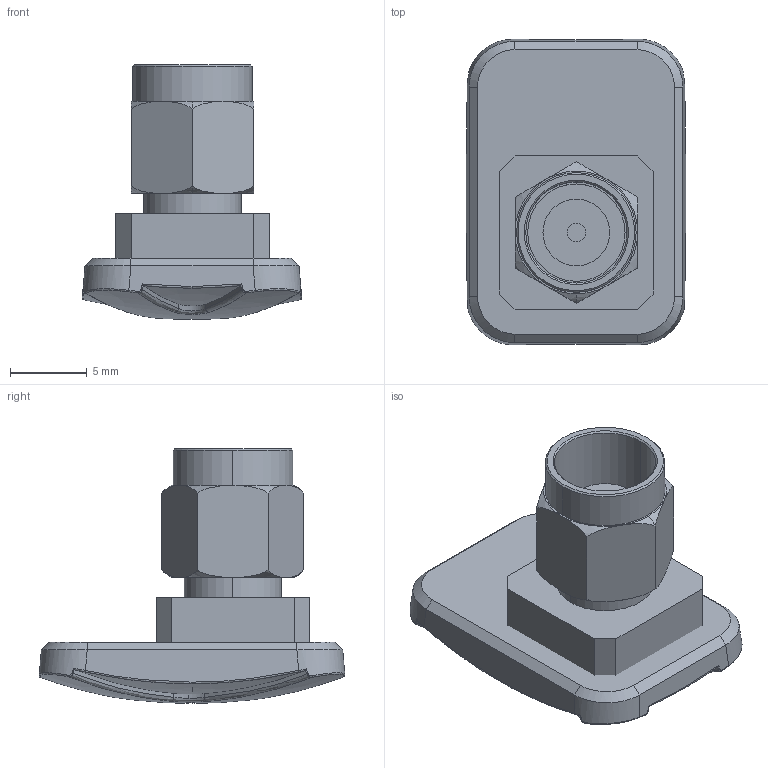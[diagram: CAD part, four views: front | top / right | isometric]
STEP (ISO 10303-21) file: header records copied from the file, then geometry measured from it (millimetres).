
FILE_DESCRIPTION (( 'STEP AP214' ), '1' );
FILE_NAME ('WCM.01.0151_web.STEP', '2020-06-04T03:19:46', ( '' ), ( '' ), 'SwSTEP 2.0', 'SolidWorks 2018', '' );
FILE_SCHEMA (( 'AUTOMOTIVE_DESIGN' ));
Length unit declared in the file: millimetre
Products named in the file (2): WCM.01.0151_web
Bounding box: 14.31 x 19.94 x 16.61 mm (x, y, z)
Surface area: 1360.2 mm2 (no closed solid volume)
Topology: 0 solids, 3 shells, 129 faces, 313 edges, 189 vertices
Faces by surface type: bspline 73, plane 32, cylinder 20, cone 4
Entity records: 9112 total; most frequent: CARTESIAN_POINT 5201, ORIENTED_EDGE 608, DIRECTION 366, EDGE_CURVE 311, VERTEX_POINT 189, AXIS2_PLACEMENT_3D 144, EDGE_LOOP 134, UNCERTAINTY_MEASURE_WITH_UNIT 131
